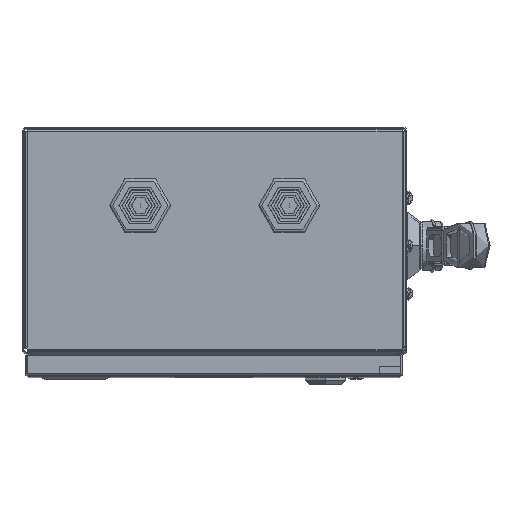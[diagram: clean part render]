
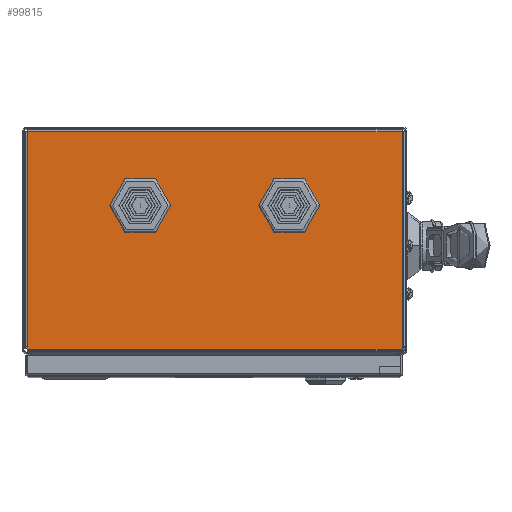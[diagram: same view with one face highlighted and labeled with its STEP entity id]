
A CAD part, top view. The second image highlights one B-rep face of the part: STEP entity #99815.
In plain terms, the highlighted face is planar.
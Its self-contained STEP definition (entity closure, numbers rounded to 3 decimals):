
#1332 = VERTEX_POINT ( 'NONE', #21704 ) ;
#1796 = CARTESIAN_POINT ( 'NONE',  ( 143.42, 0., 122. ) ) ;
#5439 = ORIENTED_EDGE ( 'NONE', *, *, #227846, .F. ) ;
#7076 = CARTESIAN_POINT ( 'NONE',  ( 2.05, 0., -122. ) ) ;
#7448 = CARTESIAN_POINT ( 'NONE',  ( 50., 0., 32.25 ) ) ;
#8645 = VERTEX_POINT ( 'NONE', #183708 ) ;
#11662 = VECTOR ( 'NONE', #111209, 1000. ) ;
#12468 = VECTOR ( 'NONE', #226035, 1000. ) ;
#13259 = ORIENTED_EDGE ( 'NONE', *, *, #181071, .F. ) ;
#14265 = ORIENTED_EDGE ( 'NONE', *, *, #106406, .F. ) ;
#15436 = CARTESIAN_POINT ( 'NONE',  ( 50., 0., 64.75 ) ) ;
#16286 = ORIENTED_EDGE ( 'NONE', *, *, #227179, .F. ) ;
#16319 = LINE ( 'NONE', #205290, #32922 ) ;
#17901 = DIRECTION ( 'NONE',  ( 0., 0., -1. ) ) ;
#21704 = CARTESIAN_POINT ( 'NONE',  ( 142.05, 0., -122. ) ) ;
#22388 = VERTEX_POINT ( 'NONE', #7076 ) ;
#28351 = EDGE_LOOP ( 'NONE', ( #192135, #103254, #80046, #136015, #172610, #16286 ) ) ;
#29822 = VERTEX_POINT ( 'NONE', #149700 ) ;
#31910 = CARTESIAN_POINT ( 'NONE',  ( 0., 0., 122. ) ) ;
#32922 = VECTOR ( 'NONE', #190578, 1000. ) ;
#34848 = DIRECTION ( 'NONE',  ( 0., 1., 0. ) ) ;
#40245 = CARTESIAN_POINT ( 'NONE',  ( 143.42, 0., 122. ) ) ;
#41469 = CARTESIAN_POINT ( 'NONE',  ( 50., 0., 48.5 ) ) ;
#42083 = AXIS2_PLACEMENT_3D ( 'NONE', #210037, #138567, #104527 ) ;
#45609 = LINE ( 'NONE', #31910, #12468 ) ;
#47378 = EDGE_CURVE ( 'NONE', #227987, #22388, #16319, .T. ) ;
#53487 = EDGE_CURVE ( 'NONE', #227987, #8645, #45609, .T. ) ;
#59361 = VERTEX_POINT ( 'NONE', #162778 ) ;
#74840 = CARTESIAN_POINT ( 'NONE',  ( 0., 0., -122. ) ) ;
#78125 = DIRECTION ( 'NONE',  ( 1., 0., 0. ) ) ;
#80046 = ORIENTED_EDGE ( 'NONE', *, *, #53487, .T. ) ;
#81800 = LINE ( 'NONE', #74840, #175514 ) ;
#85212 = VERTEX_POINT ( 'NONE', #179988 ) ;
#88028 = PLANE ( 'NONE',  #107980 ) ;
#93148 = DIRECTION ( 'NONE',  ( 0., 0., 1. ) ) ;
#93241 = FACE_OUTER_BOUND ( 'NONE', #28351, .T. ) ;
#93926 = DIRECTION ( 'NONE',  ( 0., 1., 0. ) ) ;
#96076 = DIRECTION ( 'NONE',  ( 0., 1., 0. ) ) ;
#99815 = ADVANCED_FACE ( 'NONE', ( #142813, #118082, #93241 ), #88028, .T. ) ;
#102738 = EDGE_CURVE ( 'NONE', #8645, #186173, #177876, .T. ) ;
#103040 = VECTOR ( 'NONE', #17901, 1000. ) ;
#103254 = ORIENTED_EDGE ( 'NONE', *, *, #47378, .F. ) ;
#104527 = DIRECTION ( 'NONE',  ( 0., 0., 1. ) ) ;
#106406 = EDGE_CURVE ( 'NONE', #164783, #152060, #180143, .T. ) ;
#106484 = CIRCLE ( 'NONE', #202075, 16.25 ) ;
#106801 = DIRECTION ( 'NONE',  ( 0., 0., 1. ) ) ;
#107980 = AXIS2_PLACEMENT_3D ( 'NONE', #120549, #34848, #209011 ) ;
#111209 = DIRECTION ( 'NONE',  ( 1., 0., 0. ) ) ;
#117782 = CARTESIAN_POINT ( 'NONE',  ( 2.05, 0., 122. ) ) ;
#118082 = FACE_BOUND ( 'NONE', #173350, .T. ) ;
#120549 = CARTESIAN_POINT ( 'NONE',  ( 0., 0., 122. ) ) ;
#123250 = CARTESIAN_POINT ( 'NONE',  ( 50., 0., -48.5 ) ) ;
#130307 = LINE ( 'NONE', #165840, #11662 ) ;
#136015 = ORIENTED_EDGE ( 'NONE', *, *, #102738, .T. ) ;
#136105 = AXIS2_PLACEMENT_3D ( 'NONE', #41469, #164021, #93148 ) ;
#138567 = DIRECTION ( 'NONE',  ( 0., 1., 0. ) ) ;
#142813 = FACE_BOUND ( 'NONE', #192816, .T. ) ;
#145461 = AXIS2_PLACEMENT_3D ( 'NONE', #166942, #96076, #219287 ) ;
#145818 = DIRECTION ( 'NONE',  ( 1., 0., 0. ) ) ;
#149700 = CARTESIAN_POINT ( 'NONE',  ( 50., 0., -32.25 ) ) ;
#150012 = LINE ( 'NONE', #1796, #103040 ) ;
#152060 = VERTEX_POINT ( 'NONE', #15436 ) ;
#162594 = ORIENTED_EDGE ( 'NONE', *, *, #187394, .F. ) ;
#162778 = CARTESIAN_POINT ( 'NONE',  ( 143.42, 0., -122. ) ) ;
#164021 = DIRECTION ( 'NONE',  ( 0., 1., 0. ) ) ;
#164783 = VERTEX_POINT ( 'NONE', #7448 ) ;
#165199 = CARTESIAN_POINT ( 'NONE',  ( 0., 0., 122. ) ) ;
#165840 = CARTESIAN_POINT ( 'NONE',  ( 0., 0., -122. ) ) ;
#166942 = CARTESIAN_POINT ( 'NONE',  ( 50., 0., 48.5 ) ) ;
#169757 = VECTOR ( 'NONE', #78125, 1000. ) ;
#172610 = ORIENTED_EDGE ( 'NONE', *, *, #184559, .T. ) ;
#173350 = EDGE_LOOP ( 'NONE', ( #13259, #14265 ) ) ;
#175514 = VECTOR ( 'NONE', #145818, 1000. ) ;
#175725 = CIRCLE ( 'NONE', #136105, 16.25 ) ;
#177876 = LINE ( 'NONE', #165199, #169757 ) ;
#179988 = CARTESIAN_POINT ( 'NONE',  ( 50., 0., -64.75 ) ) ;
#180143 = CIRCLE ( 'NONE', #145461, 16.25 ) ;
#181071 = EDGE_CURVE ( 'NONE', #152060, #164783, #175725, .T. ) ;
#183708 = CARTESIAN_POINT ( 'NONE',  ( 142.05, 0., 122. ) ) ;
#184559 = EDGE_CURVE ( 'NONE', #186173, #59361, #150012, .T. ) ;
#186173 = VERTEX_POINT ( 'NONE', #40245 ) ;
#187394 = EDGE_CURVE ( 'NONE', #29822, #85212, #218476, .T. ) ;
#190578 = DIRECTION ( 'NONE',  ( 0., 0., -1. ) ) ;
#192135 = ORIENTED_EDGE ( 'NONE', *, *, #209334, .F. ) ;
#192816 = EDGE_LOOP ( 'NONE', ( #162594, #5439 ) ) ;
#202075 = AXIS2_PLACEMENT_3D ( 'NONE', #123250, #93926, #106801 ) ;
#205290 = CARTESIAN_POINT ( 'NONE',  ( 2.05, 0., 122. ) ) ;
#209011 = DIRECTION ( 'NONE',  ( 0., 0., 1. ) ) ;
#209334 = EDGE_CURVE ( 'NONE', #22388, #1332, #130307, .T. ) ;
#210037 = CARTESIAN_POINT ( 'NONE',  ( 50., 0., -48.5 ) ) ;
#218476 = CIRCLE ( 'NONE', #42083, 16.25 ) ;
#219287 = DIRECTION ( 'NONE',  ( 0., 0., 1. ) ) ;
#226035 = DIRECTION ( 'NONE',  ( 1., 0., 0. ) ) ;
#227179 = EDGE_CURVE ( 'NONE', #1332, #59361, #81800, .T. ) ;
#227846 = EDGE_CURVE ( 'NONE', #85212, #29822, #106484, .T. ) ;
#227987 = VERTEX_POINT ( 'NONE', #117782 ) ;
